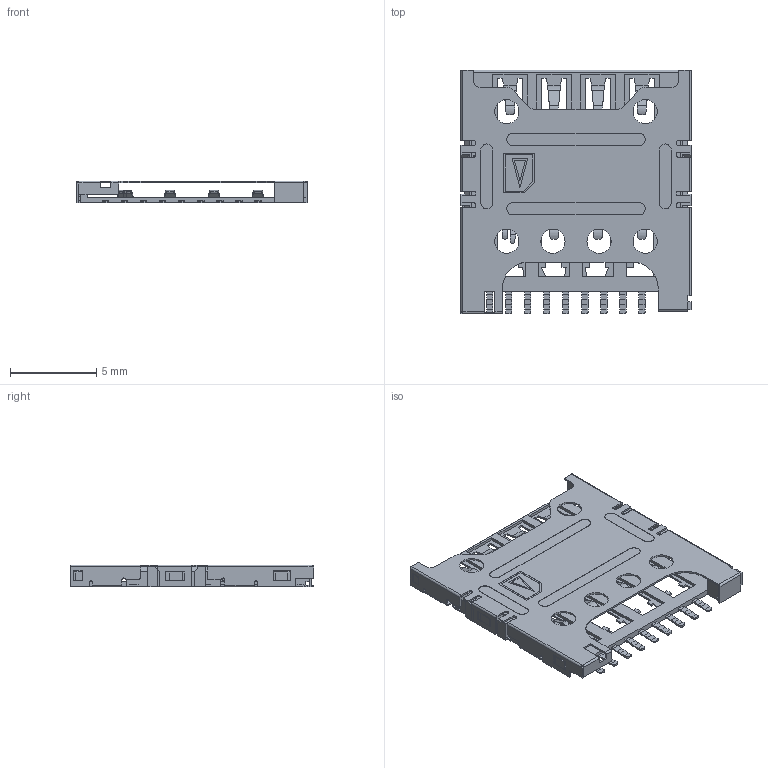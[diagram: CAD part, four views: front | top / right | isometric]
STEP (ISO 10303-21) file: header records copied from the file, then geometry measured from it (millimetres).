
FILE_DESCRIPTION(/* description */ ('Unknown'),/* implementation_level */ '2;1');
FILE_NAME(/* name */ '693023010811',/* time_stamp */ '2017-05-16T10:09:27+02:00',/* author */ ('Unknown'),/* organization */ ('Unknown'),/* preprocessor_version */ 'ST-DEVELOPER v16.7',/* originating_system */ 'DEX',/* authorisation */ $);
FILE_SCHEMA (('AUTOMOTIVE_DESIGN {1 0 10303 214 3 1 1}'));
Length unit declared in the file: millimetre
Products named in the file (4): 693023010811; 693023010811_oa_0; 693023010811_oa_1; 693023010811_Shielding
Assembly tree (3 placements, depth 2):
  693023010811
    693023010811_oa_0
    693023010811_oa_1
    693023010811_Shielding
Bounding box: 13.3 x 14.1 x 1.27 mm (x, y, z)
Volume: 54.4 mm3; surface area: 894.1 mm2
Topology: 10 solids, 10 shells, 1056 faces, 3119 edges, 2061 vertices
Faces by surface type: plane 840, cylinder 216
Full cylindrical faces by diameter (mm): 0.75 x3, 1.4 x6
Entity records: 35087 total; most frequent: CARTESIAN_POINT 6312, ORIENTED_EDGE 6190, DIRECTION 5617, EDGE_CURVE 3095, LINE 2621, VECTOR 2621, VERTEX_POINT 2049, AXIS2_PLACEMENT_3D 1498
